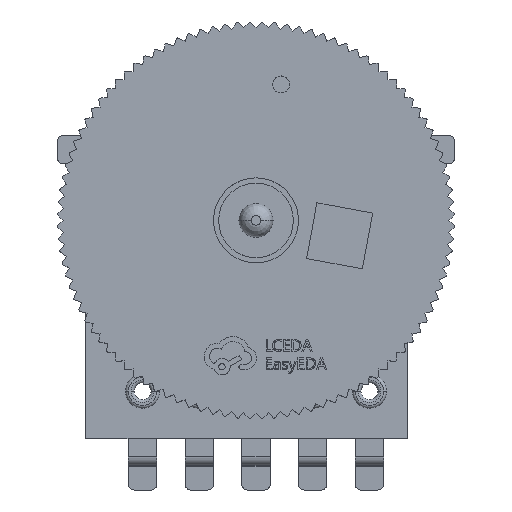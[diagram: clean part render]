
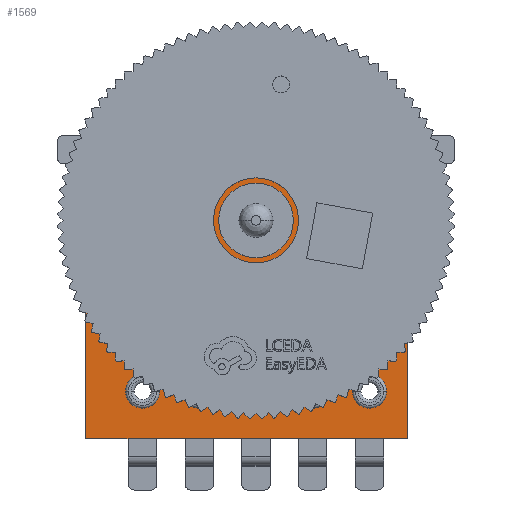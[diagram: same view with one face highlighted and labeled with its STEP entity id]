
A CAD part, top view. The second image highlights one B-rep face of the part: STEP entity #1569.
In plain terms, the highlighted planar face has unit normal (0, 0, 1).
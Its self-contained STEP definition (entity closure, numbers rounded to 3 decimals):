
#753 = VERTEX_POINT('',#754);
#754 = CARTESIAN_POINT('',(1.318,2.455,1.3)
  );
#760 = EDGE_CURVE('',#753,#761,#763,.T.);
#761 = VERTEX_POINT('',#762);
#762 = CARTESIAN_POINT('',(-1.318,2.455,1.3)
  );
#763 = CIRCLE('',#764,1.318);
#764 = AXIS2_PLACEMENT_3D('',#765,#766,#767);
#765 = CARTESIAN_POINT('',(0.,2.455,1.3));
#766 = DIRECTION('',(0.,0.,1.));
#767 = DIRECTION('',(-1.,0.,0.));
#1137 = VERTEX_POINT('',#1138);
#1138 = CARTESIAN_POINT('',(4.6,-3.57,1.3)
  );
#1144 = EDGE_CURVE('',#1137,#1145,#1147,.T.);
#1145 = VERTEX_POINT('',#1146);
#1146 = CARTESIAN_POINT('',(3.4,-3.57,1.3
    ));
#1147 = CIRCLE('',#1148,0.6);
#1148 = AXIS2_PLACEMENT_3D('',#1149,#1150,#1151);
#1149 = CARTESIAN_POINT('',(4.,-3.57,1.3
    ));
#1150 = DIRECTION('',(0.,0.,1.));
#1151 = DIRECTION('',(-1.,0.,0.));
#1169 = VERTEX_POINT('',#1170);
#1170 = CARTESIAN_POINT('',(2.6,-3.57,1.3
    ));
#1176 = EDGE_CURVE('',#1169,#1177,#1179,.T.);
#1177 = VERTEX_POINT('',#1178);
#1178 = CARTESIAN_POINT('',(1.4,-3.57,1.3
    ));
#1179 = CIRCLE('',#1180,0.6);
#1180 = AXIS2_PLACEMENT_3D('',#1181,#1182,#1183);
#1181 = CARTESIAN_POINT('',(2.,-3.57,1.3
    ));
#1182 = DIRECTION('',(0.,0.,1.));
#1183 = DIRECTION('',(-1.,0.,0.));
#1201 = VERTEX_POINT('',#1202);
#1202 = CARTESIAN_POINT('',(0.6,-3.57,1.3
    ));
#1208 = EDGE_CURVE('',#1201,#1209,#1211,.T.);
#1209 = VERTEX_POINT('',#1210);
#1210 = CARTESIAN_POINT('',(-0.6,-3.57,
    1.3));
#1211 = CIRCLE('',#1212,0.6);
#1212 = AXIS2_PLACEMENT_3D('',#1213,#1214,#1215);
#1213 = CARTESIAN_POINT('',(0.,-3.57,1.3));
#1214 = DIRECTION('',(0.,0.,1.));
#1215 = DIRECTION('',(-1.,0.,0.));
#1233 = VERTEX_POINT('',#1234);
#1234 = CARTESIAN_POINT('',(-1.4,-3.57,
    1.3));
#1240 = EDGE_CURVE('',#1233,#1241,#1243,.T.);
#1241 = VERTEX_POINT('',#1242);
#1242 = CARTESIAN_POINT('',(-2.6,-3.57,
    1.3));
#1243 = CIRCLE('',#1244,0.6);
#1244 = AXIS2_PLACEMENT_3D('',#1245,#1246,#1247);
#1245 = CARTESIAN_POINT('',(-2.,-3.57,
    1.3));
#1246 = DIRECTION('',(0.,0.,1.));
#1247 = DIRECTION('',(-1.,0.,0.));
#1353 = VERTEX_POINT('',#1354);
#1354 = CARTESIAN_POINT('',(-3.4,-3.57,
    1.3));
#1360 = EDGE_CURVE('',#1353,#1361,#1363,.T.);
#1361 = VERTEX_POINT('',#1362);
#1362 = CARTESIAN_POINT('',(-4.6,-3.57,1.3
    ));
#1363 = CIRCLE('',#1364,0.6);
#1364 = AXIS2_PLACEMENT_3D('',#1365,#1366,#1367);
#1365 = CARTESIAN_POINT('',(-4.,-3.57,
    1.3));
#1366 = DIRECTION('',(0.,0.,1.));
#1367 = DIRECTION('',(-1.,0.,0.));
#1569 = ADVANCED_FACE('',(#1570,#1580,#1590,#1600,#1660,#1670,#1680),
  #1690,.F.);
#1570 = FACE_BOUND('',#1571,.T.);
#1571 = EDGE_LOOP('',(#1572,#1579));
#1572 = ORIENTED_EDGE('',*,*,#1573,.F.);
#1573 = EDGE_CURVE('',#761,#753,#1574,.T.);
#1574 = CIRCLE('',#1575,1.318);
#1575 = AXIS2_PLACEMENT_3D('',#1576,#1577,#1578);
#1576 = CARTESIAN_POINT('',(0.,2.455,1.3));
#1577 = DIRECTION('',(0.,0.,1.));
#1578 = DIRECTION('',(-1.,0.,0.));
#1579 = ORIENTED_EDGE('',*,*,#760,.F.);
#1580 = FACE_BOUND('',#1581,.T.);
#1581 = EDGE_LOOP('',(#1582,#1589));
#1582 = ORIENTED_EDGE('',*,*,#1583,.F.);
#1583 = EDGE_CURVE('',#1177,#1169,#1584,.T.);
#1584 = CIRCLE('',#1585,0.6);
#1585 = AXIS2_PLACEMENT_3D('',#1586,#1587,#1588);
#1586 = CARTESIAN_POINT('',(2.,-3.57,1.3
    ));
#1587 = DIRECTION('',(0.,0.,1.));
#1588 = DIRECTION('',(-1.,0.,0.));
#1589 = ORIENTED_EDGE('',*,*,#1176,.F.);
#1590 = FACE_BOUND('',#1591,.T.);
#1591 = EDGE_LOOP('',(#1592,#1599));
#1592 = ORIENTED_EDGE('',*,*,#1593,.F.);
#1593 = EDGE_CURVE('',#1241,#1233,#1594,.T.);
#1594 = CIRCLE('',#1595,0.6);
#1595 = AXIS2_PLACEMENT_3D('',#1596,#1597,#1598);
#1596 = CARTESIAN_POINT('',(-2.,-3.57,
    1.3));
#1597 = DIRECTION('',(0.,0.,1.));
#1598 = DIRECTION('',(-1.,0.,0.));
#1599 = ORIENTED_EDGE('',*,*,#1240,.F.);
#1600 = FACE_BOUND('',#1601,.T.);
#1601 = EDGE_LOOP('',(#1602,#1612,#1620,#1628,#1636,#1645,#1653));
#1602 = ORIENTED_EDGE('',*,*,#1603,.F.);
#1603 = EDGE_CURVE('',#1604,#1606,#1608,.T.);
#1604 = VERTEX_POINT('',#1605);
#1605 = CARTESIAN_POINT('',(-6.,-0.126,
    1.3));
#1606 = VERTEX_POINT('',#1607);
#1607 = CARTESIAN_POINT('',(-4.915,0.341,1.3
    ));
#1608 = LINE('',#1609,#1610);
#1609 = CARTESIAN_POINT('',(-6.,-0.126,
    1.3));
#1610 = VECTOR('',#1611,1.);
#1611 = DIRECTION('',(0.919,0.395,0.));
#1612 = ORIENTED_EDGE('',*,*,#1613,.F.);
#1613 = EDGE_CURVE('',#1614,#1604,#1616,.T.);
#1614 = VERTEX_POINT('',#1615);
#1615 = CARTESIAN_POINT('',(-6.,-5.245,
    1.3));
#1616 = LINE('',#1617,#1618);
#1617 = CARTESIAN_POINT('',(-6.,-0.126,
    1.3));
#1618 = VECTOR('',#1619,1.);
#1619 = DIRECTION('',(0.,1.,0.));
#1620 = ORIENTED_EDGE('',*,*,#1621,.F.);
#1621 = EDGE_CURVE('',#1622,#1614,#1624,.T.);
#1622 = VERTEX_POINT('',#1623);
#1623 = CARTESIAN_POINT('',(5.35,-5.245,1.3
    ));
#1624 = LINE('',#1625,#1626);
#1625 = CARTESIAN_POINT('',(7.013,-5.245,1.3
    ));
#1626 = VECTOR('',#1627,1.);
#1627 = DIRECTION('',(-1.,0.,0.));
#1628 = ORIENTED_EDGE('',*,*,#1629,.F.);
#1629 = EDGE_CURVE('',#1630,#1622,#1632,.T.);
#1630 = VERTEX_POINT('',#1631);
#1631 = CARTESIAN_POINT('',(5.35,2.455,1.3)
  );
#1632 = LINE('',#1633,#1634);
#1633 = CARTESIAN_POINT('',(5.35,-0.126,1.3
    ));
#1634 = VECTOR('',#1635,1.);
#1635 = DIRECTION('',(0.,-1.,0.));
#1636 = ORIENTED_EDGE('',*,*,#1637,.F.);
#1637 = EDGE_CURVE('',#1638,#1630,#1640,.T.);
#1638 = VERTEX_POINT('',#1639);
#1639 = CARTESIAN_POINT('',(4.757,4.903,1.3)
  );
#1640 = CIRCLE('',#1641,5.35);
#1641 = AXIS2_PLACEMENT_3D('',#1642,#1643,#1644);
#1642 = CARTESIAN_POINT('',(0.,2.455,1.3));
#1643 = DIRECTION('',(0.,0.,-1.));
#1644 = DIRECTION('',(-1.,0.,0.));
#1645 = ORIENTED_EDGE('',*,*,#1646,.T.);
#1646 = EDGE_CURVE('',#1638,#1647,#1649,.T.);
#1647 = VERTEX_POINT('',#1648);
#1648 = CARTESIAN_POINT('',(-4.757,4.903,1.3)
  );
#1649 = LINE('',#1650,#1651);
#1650 = CARTESIAN_POINT('',(-6.453,4.903,1.3
    ));
#1651 = VECTOR('',#1652,1.);
#1652 = DIRECTION('',(-1.,-0.,-0.));
#1653 = ORIENTED_EDGE('',*,*,#1654,.F.);
#1654 = EDGE_CURVE('',#1606,#1647,#1655,.T.);
#1655 = CIRCLE('',#1656,5.35);
#1656 = AXIS2_PLACEMENT_3D('',#1657,#1658,#1659);
#1657 = CARTESIAN_POINT('',(0.,2.455,1.3));
#1658 = DIRECTION('',(0.,0.,-1.));
#1659 = DIRECTION('',(-1.,0.,0.));
#1660 = FACE_BOUND('',#1661,.T.);
#1661 = EDGE_LOOP('',(#1662,#1669));
#1662 = ORIENTED_EDGE('',*,*,#1663,.F.);
#1663 = EDGE_CURVE('',#1361,#1353,#1664,.T.);
#1664 = CIRCLE('',#1665,0.6);
#1665 = AXIS2_PLACEMENT_3D('',#1666,#1667,#1668);
#1666 = CARTESIAN_POINT('',(-4.,-3.57,
    1.3));
#1667 = DIRECTION('',(0.,0.,1.));
#1668 = DIRECTION('',(-1.,0.,0.));
#1669 = ORIENTED_EDGE('',*,*,#1360,.F.);
#1670 = FACE_BOUND('',#1671,.T.);
#1671 = EDGE_LOOP('',(#1672,#1679));
#1672 = ORIENTED_EDGE('',*,*,#1673,.F.);
#1673 = EDGE_CURVE('',#1209,#1201,#1674,.T.);
#1674 = CIRCLE('',#1675,0.6);
#1675 = AXIS2_PLACEMENT_3D('',#1676,#1677,#1678);
#1676 = CARTESIAN_POINT('',(0.,-3.57,1.3));
#1677 = DIRECTION('',(0.,0.,1.));
#1678 = DIRECTION('',(-1.,0.,0.));
#1679 = ORIENTED_EDGE('',*,*,#1208,.F.);
#1680 = FACE_BOUND('',#1681,.T.);
#1681 = EDGE_LOOP('',(#1682,#1689));
#1682 = ORIENTED_EDGE('',*,*,#1683,.F.);
#1683 = EDGE_CURVE('',#1145,#1137,#1684,.T.);
#1684 = CIRCLE('',#1685,0.6);
#1685 = AXIS2_PLACEMENT_3D('',#1686,#1687,#1688);
#1686 = CARTESIAN_POINT('',(4.,-3.57,1.3
    ));
#1687 = DIRECTION('',(0.,0.,1.));
#1688 = DIRECTION('',(-1.,0.,0.));
#1689 = ORIENTED_EDGE('',*,*,#1144,.F.);
#1690 = PLANE('',#1691);
#1691 = AXIS2_PLACEMENT_3D('',#1692,#1693,#1694);
#1692 = CARTESIAN_POINT('',(0.,2.455,1.3));
#1693 = DIRECTION('',(0.,0.,-1.));
#1694 = DIRECTION('',(-1.,0.,0.));
